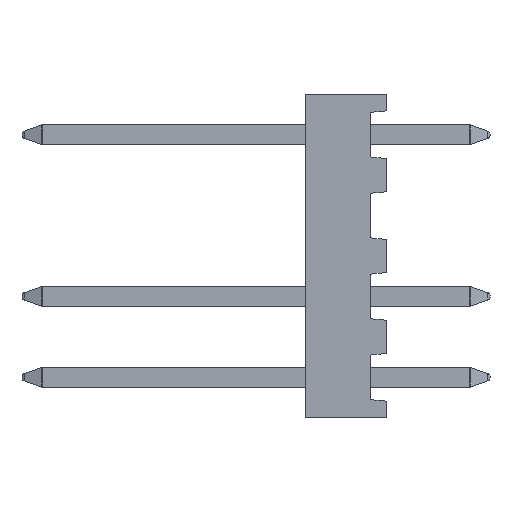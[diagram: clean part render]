
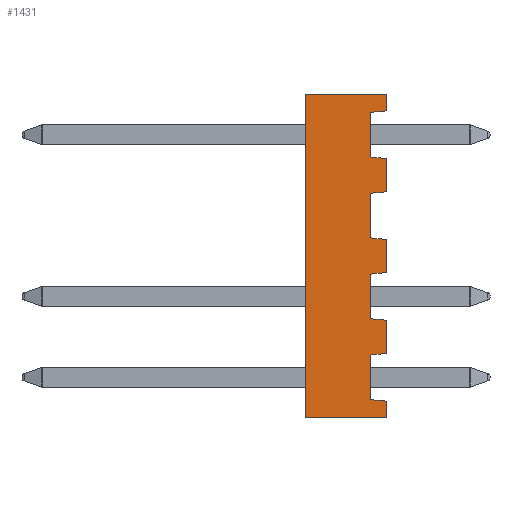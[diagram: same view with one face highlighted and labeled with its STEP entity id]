
A CAD part, left-side view. The second image highlights one B-rep face of the part: STEP entity #1431.
In plain terms, the highlighted face is planar.
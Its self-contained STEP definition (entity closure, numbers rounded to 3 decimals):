
#78=DIRECTION('',(-0.1,0.,0.995));
#79=VECTOR('',#78,0.502);
#80=CARTESIAN_POINT('',(18.64,83.,-2.55));
#81=LINE('',#80,#79);
#82=DIRECTION('',(0.,0.,-1.));
#83=VECTOR('',#82,2.55);
#84=CARTESIAN_POINT('',(19.16,83.,0.));
#85=LINE('',#84,#83);
#86=DIRECTION('',(1.,0.,0.));
#87=VECTOR('',#86,10.16);
#88=CARTESIAN_POINT('',(9.,83.,0.));
#89=LINE('',#88,#87);
#90=DIRECTION('',(-0.1,0.,-0.995));
#91=VECTOR('',#90,0.502);
#92=CARTESIAN_POINT('',(9.57,83.,-2.05));
#93=LINE('',#92,#91);
#94=DIRECTION('',(-0.1,0.,0.995));
#95=VECTOR('',#94,0.502);
#96=CARTESIAN_POINT('',(11.02,83.,-2.55));
#97=LINE('',#96,#95);
#98=DIRECTION('',(-0.1,0.,-0.995));
#99=VECTOR('',#98,0.502);
#100=CARTESIAN_POINT('',(12.11,83.,-2.05));
#101=LINE('',#100,#99);
#102=DIRECTION('',(-0.1,0.,0.995));
#103=VECTOR('',#102,0.502);
#104=CARTESIAN_POINT('',(13.56,83.,-2.55));
#105=LINE('',#104,#103);
#106=DIRECTION('',(-0.1,0.,-0.995));
#107=VECTOR('',#106,0.502);
#108=CARTESIAN_POINT('',(14.65,83.,-2.05));
#109=LINE('',#108,#107);
#110=DIRECTION('',(-0.1,0.,0.995));
#111=VECTOR('',#110,0.502);
#112=CARTESIAN_POINT('',(16.1,83.,-2.55));
#113=LINE('',#112,#111);
#114=DIRECTION('',(-0.1,0.,-0.995));
#115=VECTOR('',#114,0.502);
#116=CARTESIAN_POINT('',(17.19,83.,-2.05));
#117=LINE('',#116,#115);
#130=DIRECTION('',(1.,0.,0.));
#131=VECTOR('',#130,0.52);
#132=CARTESIAN_POINT('',(18.64,83.,-2.55));
#133=LINE('',#132,#131);
#138=DIRECTION('',(-1.,0.,0.));
#139=VECTOR('',#138,1.4);
#140=CARTESIAN_POINT('',(18.59,83.,-2.05));
#141=LINE('',#140,#139);
#150=DIRECTION('',(-1.,0.,0.));
#151=VECTOR('',#150,1.4);
#152=CARTESIAN_POINT('',(16.05,83.,-2.05));
#153=LINE('',#152,#151);
#162=DIRECTION('',(-1.,0.,0.));
#163=VECTOR('',#162,1.4);
#164=CARTESIAN_POINT('',(13.51,83.,-2.05));
#165=LINE('',#164,#163);
#174=DIRECTION('',(-1.,0.,0.));
#175=VECTOR('',#174,1.4);
#176=CARTESIAN_POINT('',(10.97,83.,-2.05));
#177=LINE('',#176,#175);
#718=DIRECTION('',(1.,0.,0.));
#719=VECTOR('',#718,1.04);
#720=CARTESIAN_POINT('',(16.1,83.,-2.55));
#721=LINE('',#720,#719);
#778=DIRECTION('',(1.,0.,0.));
#779=VECTOR('',#778,1.04);
#780=CARTESIAN_POINT('',(13.56,83.,-2.55));
#781=LINE('',#780,#779);
#838=DIRECTION('',(1.,0.,0.));
#839=VECTOR('',#838,1.04);
#840=CARTESIAN_POINT('',(11.02,83.,-2.55));
#841=LINE('',#840,#839);
#866=DIRECTION('',(0.,0.,-1.));
#867=VECTOR('',#866,2.55);
#868=CARTESIAN_POINT('',(9.,83.,0.));
#869=LINE('',#868,#867);
#910=DIRECTION('',(1.,0.,0.));
#911=VECTOR('',#910,0.52);
#912=CARTESIAN_POINT('',(9.,83.,-2.55));
#913=LINE('',#912,#911);
#931=CARTESIAN_POINT('',(9.,83.,0.));
#933=VERTEX_POINT('',#931);
#934=CARTESIAN_POINT('',(19.16,83.,0.));
#935=VERTEX_POINT('',#934);
#982=CARTESIAN_POINT('',(9.,83.,-2.55));
#983=VERTEX_POINT('',#982);
#984=CARTESIAN_POINT('',(19.16,83.,-2.55));
#985=VERTEX_POINT('',#984);
#1098=CARTESIAN_POINT('',(11.02,83.,-2.55));
#1099=CARTESIAN_POINT('',(10.97,83.,-2.05));
#1100=VERTEX_POINT('',#1098);
#1101=VERTEX_POINT('',#1099);
#1102=CARTESIAN_POINT('',(9.57,83.,-2.05));
#1103=CARTESIAN_POINT('',(9.52,83.,-2.55));
#1104=VERTEX_POINT('',#1102);
#1105=VERTEX_POINT('',#1103);
#1130=CARTESIAN_POINT('',(13.56,83.,-2.55));
#1131=CARTESIAN_POINT('',(13.51,83.,-2.05));
#1132=VERTEX_POINT('',#1130);
#1133=VERTEX_POINT('',#1131);
#1134=CARTESIAN_POINT('',(12.11,83.,-2.05));
#1135=CARTESIAN_POINT('',(12.06,83.,-2.55));
#1136=VERTEX_POINT('',#1134);
#1137=VERTEX_POINT('',#1135);
#1162=CARTESIAN_POINT('',(16.1,83.,-2.55));
#1163=CARTESIAN_POINT('',(16.05,83.,-2.05));
#1164=VERTEX_POINT('',#1162);
#1165=VERTEX_POINT('',#1163);
#1166=CARTESIAN_POINT('',(14.65,83.,-2.05));
#1167=CARTESIAN_POINT('',(14.6,83.,-2.55));
#1168=VERTEX_POINT('',#1166);
#1169=VERTEX_POINT('',#1167);
#1194=CARTESIAN_POINT('',(18.64,83.,-2.55));
#1195=CARTESIAN_POINT('',(18.59,83.,-2.05));
#1196=VERTEX_POINT('',#1194);
#1197=VERTEX_POINT('',#1195);
#1198=CARTESIAN_POINT('',(17.19,83.,-2.05));
#1199=CARTESIAN_POINT('',(17.14,83.,-2.55));
#1200=VERTEX_POINT('',#1198);
#1201=VERTEX_POINT('',#1199);
#1387=CARTESIAN_POINT('',(9.,83.,0.));
#1388=DIRECTION('',(0.,-1.,0.));
#1389=DIRECTION('',(-1.,0.,0.));
#1390=AXIS2_PLACEMENT_3D('',#1387,#1388,#1389);
#1391=PLANE('',#1390);
#1392=ORIENTED_EDGE('',*,*,#1341,.F.);
#1394=ORIENTED_EDGE('',*,*,#1393,.T.);
#1395=ORIENTED_EDGE('',*,*,#1373,.F.);
#1396=ORIENTED_EDGE('',*,*,#1227,.F.);
#1398=ORIENTED_EDGE('',*,*,#1397,.T.);
#1400=ORIENTED_EDGE('',*,*,#1399,.T.);
#1402=ORIENTED_EDGE('',*,*,#1401,.F.);
#1404=ORIENTED_EDGE('',*,*,#1403,.F.);
#1406=ORIENTED_EDGE('',*,*,#1405,.F.);
#1408=ORIENTED_EDGE('',*,*,#1407,.T.);
#1410=ORIENTED_EDGE('',*,*,#1409,.F.);
#1412=ORIENTED_EDGE('',*,*,#1411,.F.);
#1414=ORIENTED_EDGE('',*,*,#1413,.F.);
#1416=ORIENTED_EDGE('',*,*,#1415,.T.);
#1418=ORIENTED_EDGE('',*,*,#1417,.F.);
#1420=ORIENTED_EDGE('',*,*,#1419,.F.);
#1422=ORIENTED_EDGE('',*,*,#1421,.F.);
#1424=ORIENTED_EDGE('',*,*,#1423,.T.);
#1426=ORIENTED_EDGE('',*,*,#1425,.F.);
#1428=ORIENTED_EDGE('',*,*,#1427,.F.);
#1429=EDGE_LOOP('',(#1392,#1394,#1395,#1396,#1398,#1400,#1402,#1404,#1406,#1408,
#1410,#1412,#1414,#1416,#1418,#1420,#1422,#1424,#1426,#1428));
#1430=FACE_OUTER_BOUND('',#1429,.F.);
#1227=EDGE_CURVE('',#933,#935,#89,.T.);
#1341=EDGE_CURVE('',#1196,#1197,#81,.T.);
#1373=EDGE_CURVE('',#935,#985,#85,.T.);
#1393=EDGE_CURVE('',#1196,#985,#133,.T.);
#1397=EDGE_CURVE('',#933,#983,#869,.T.);
#1399=EDGE_CURVE('',#983,#1105,#913,.T.);
#1401=EDGE_CURVE('',#1104,#1105,#93,.T.);
#1403=EDGE_CURVE('',#1101,#1104,#177,.T.);
#1405=EDGE_CURVE('',#1100,#1101,#97,.T.);
#1407=EDGE_CURVE('',#1100,#1137,#841,.T.);
#1409=EDGE_CURVE('',#1136,#1137,#101,.T.);
#1411=EDGE_CURVE('',#1133,#1136,#165,.T.);
#1413=EDGE_CURVE('',#1132,#1133,#105,.T.);
#1415=EDGE_CURVE('',#1132,#1169,#781,.T.);
#1417=EDGE_CURVE('',#1168,#1169,#109,.T.);
#1419=EDGE_CURVE('',#1165,#1168,#153,.T.);
#1421=EDGE_CURVE('',#1164,#1165,#113,.T.);
#1423=EDGE_CURVE('',#1164,#1201,#721,.T.);
#1425=EDGE_CURVE('',#1200,#1201,#117,.T.);
#1427=EDGE_CURVE('',#1197,#1200,#141,.T.);
#1431=ADVANCED_FACE('',(#1430),#1391,.F.);
